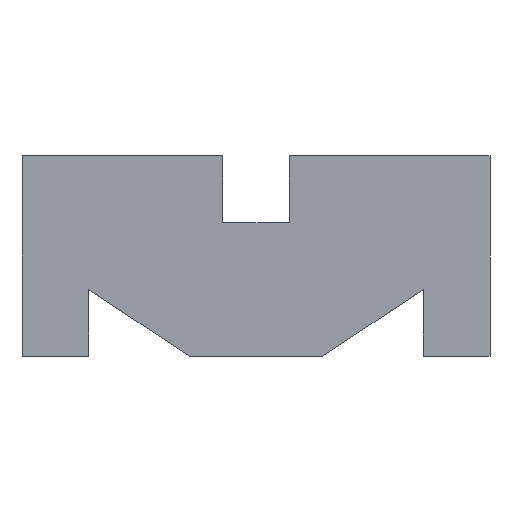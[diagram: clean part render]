
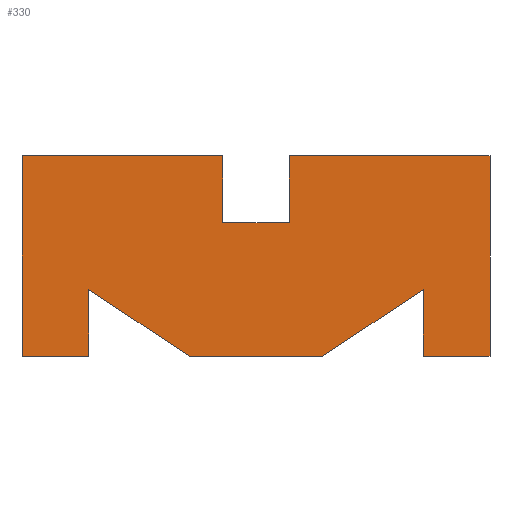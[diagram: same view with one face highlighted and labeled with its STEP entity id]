
A CAD part, front view. The second image highlights one B-rep face of the part: STEP entity #330.
In plain terms, the highlighted planar face has unit normal (0, -1, 0).
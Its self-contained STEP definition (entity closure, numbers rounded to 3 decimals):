
#29=FACE_OUTER_BOUND('',#45,.T.);
#45=EDGE_LOOP('',(#270,#271,#272,#273,#274,#275,#276,#277,#278,#279,#280,
#281,#282,#283));
#46=LINE('',#441,#88);
#50=LINE('',#449,#92);
#53=LINE('',#455,#95);
#56=LINE('',#461,#98);
#59=LINE('',#467,#101);
#62=LINE('',#473,#104);
#65=LINE('',#479,#107);
#68=LINE('',#485,#110);
#71=LINE('',#491,#113);
#74=LINE('',#497,#116);
#77=LINE('',#503,#119);
#80=LINE('',#509,#122);
#83=LINE('',#515,#125);
#86=LINE('',#520,#128);
#88=VECTOR('',#365,10.);
#92=VECTOR('',#371,10.);
#95=VECTOR('',#376,10.);
#98=VECTOR('',#381,10.);
#101=VECTOR('',#386,10.);
#104=VECTOR('',#391,10.);
#107=VECTOR('',#396,10.);
#110=VECTOR('',#401,10.);
#113=VECTOR('',#406,10.);
#116=VECTOR('',#411,10.);
#119=VECTOR('',#416,10.);
#122=VECTOR('',#421,10.);
#125=VECTOR('',#426,10.);
#128=VECTOR('',#431,10.);
#130=VERTEX_POINT('',#439);
#131=VERTEX_POINT('',#440);
#134=VERTEX_POINT('',#448);
#136=VERTEX_POINT('',#454);
#138=VERTEX_POINT('',#460);
#140=VERTEX_POINT('',#466);
#142=VERTEX_POINT('',#472);
#144=VERTEX_POINT('',#478);
#146=VERTEX_POINT('',#484);
#148=VERTEX_POINT('',#490);
#150=VERTEX_POINT('',#496);
#152=VERTEX_POINT('',#502);
#154=VERTEX_POINT('',#508);
#156=VERTEX_POINT('',#514);
#158=EDGE_CURVE('',#130,#131,#46,.T.);
#162=EDGE_CURVE('',#134,#131,#50,.T.);
#165=EDGE_CURVE('',#134,#136,#53,.T.);
#168=EDGE_CURVE('',#136,#138,#56,.T.);
#171=EDGE_CURVE('',#140,#138,#59,.T.);
#174=EDGE_CURVE('',#140,#142,#62,.T.);
#177=EDGE_CURVE('',#144,#142,#65,.T.);
#180=EDGE_CURVE('',#146,#144,#68,.T.);
#183=EDGE_CURVE('',#146,#148,#71,.T.);
#186=EDGE_CURVE('',#150,#148,#74,.T.);
#189=EDGE_CURVE('',#152,#150,#77,.T.);
#192=EDGE_CURVE('',#152,#154,#80,.T.);
#195=EDGE_CURVE('',#156,#154,#83,.T.);
#198=EDGE_CURVE('',#156,#130,#86,.T.);
#270=ORIENTED_EDGE('',*,*,#198,.T.);
#271=ORIENTED_EDGE('',*,*,#158,.T.);
#272=ORIENTED_EDGE('',*,*,#162,.F.);
#273=ORIENTED_EDGE('',*,*,#165,.T.);
#274=ORIENTED_EDGE('',*,*,#168,.T.);
#275=ORIENTED_EDGE('',*,*,#171,.F.);
#276=ORIENTED_EDGE('',*,*,#174,.T.);
#277=ORIENTED_EDGE('',*,*,#177,.F.);
#278=ORIENTED_EDGE('',*,*,#180,.F.);
#279=ORIENTED_EDGE('',*,*,#183,.T.);
#280=ORIENTED_EDGE('',*,*,#186,.F.);
#281=ORIENTED_EDGE('',*,*,#189,.F.);
#282=ORIENTED_EDGE('',*,*,#192,.T.);
#283=ORIENTED_EDGE('',*,*,#195,.F.);
#299=PLANE('',#360);
#330=ADVANCED_FACE('',(#29),#299,.F.);
#360=AXIS2_PLACEMENT_3D('',#523,#435,#436);
#365=DIRECTION('',(0.832,0.,0.555));
#371=DIRECTION('',(0.,0.,1.));
#376=DIRECTION('',(1.,0.,0.));
#381=DIRECTION('',(0.,0.,1.));
#386=DIRECTION('',(1.,0.,0.));
#391=DIRECTION('',(0.,0.,-1.));
#396=DIRECTION('',(1.,0.,0.));
#401=DIRECTION('',(0.,0.,-1.));
#406=DIRECTION('',(-1.,0.,0.));
#411=DIRECTION('',(0.,0.,1.));
#416=DIRECTION('',(-1.,0.,0.));
#421=DIRECTION('',(0.,0.,1.));
#426=DIRECTION('',(-0.832,0.,0.555));
#431=DIRECTION('',(1.,0.,0.));
#435=DIRECTION('center_axis',(0.,1.,0.));
#436=DIRECTION('ref_axis',(1.,0.,0.));
#439=CARTESIAN_POINT('',(10.,0.,0.));
#440=CARTESIAN_POINT('',(25.,0.,10.));
#441=CARTESIAN_POINT('',(10.,0.,0.));
#448=CARTESIAN_POINT('',(25.,0.,0.));
#449=CARTESIAN_POINT('',(25.,0.,0.));
#454=CARTESIAN_POINT('',(35.,0.,0.));
#455=CARTESIAN_POINT('',(25.,0.,0.));
#460=CARTESIAN_POINT('',(35.,0.,30.));
#461=CARTESIAN_POINT('',(35.,0.,0.));
#466=CARTESIAN_POINT('',(5.,0.,30.));
#467=CARTESIAN_POINT('',(5.,0.,30.));
#472=CARTESIAN_POINT('',(5.,0.,20.));
#473=CARTESIAN_POINT('',(5.,0.,30.));
#478=CARTESIAN_POINT('',(-5.,0.,20.));
#479=CARTESIAN_POINT('',(-5.,0.,20.));
#484=CARTESIAN_POINT('',(-5.,0.,30.));
#485=CARTESIAN_POINT('',(-5.,0.,30.));
#490=CARTESIAN_POINT('',(-35.,0.,30.));
#491=CARTESIAN_POINT('',(-5.,0.,30.));
#496=CARTESIAN_POINT('',(-35.,0.,0.));
#497=CARTESIAN_POINT('',(-35.,0.,0.));
#502=CARTESIAN_POINT('',(-25.,0.,0.));
#503=CARTESIAN_POINT('',(-25.,0.,0.));
#508=CARTESIAN_POINT('',(-25.,0.,10.));
#509=CARTESIAN_POINT('',(-25.,0.,0.));
#514=CARTESIAN_POINT('',(-10.,0.,0.));
#515=CARTESIAN_POINT('',(-10.,0.,0.));
#520=CARTESIAN_POINT('',(0.,0.,0.));
#523=CARTESIAN_POINT('Origin',(0.,0.,15.));
